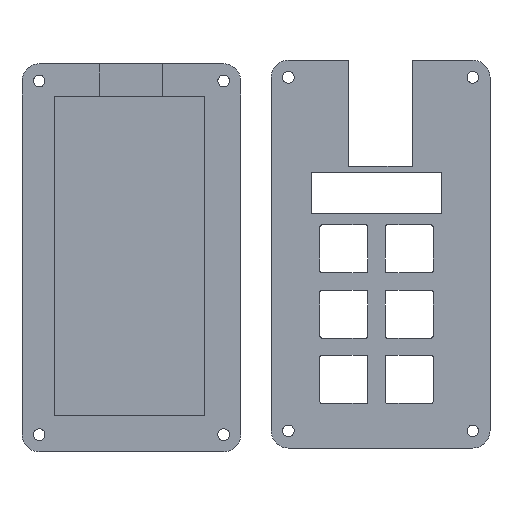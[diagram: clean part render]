
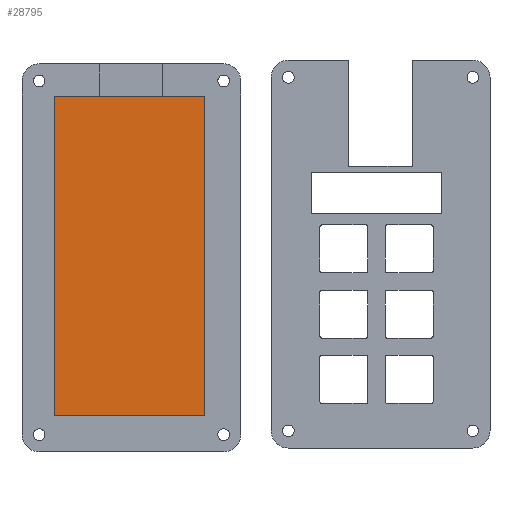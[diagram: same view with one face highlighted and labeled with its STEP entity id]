
A CAD part, top view. The second image highlights one B-rep face of the part: STEP entity #28795.
In plain terms, the highlighted planar face has unit normal (0, 0, 1).
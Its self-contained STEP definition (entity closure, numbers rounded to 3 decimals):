
#743=PLANE('',#29685);
#2033=FACE_OUTER_BOUND('',#3679,.T.);
#3679=EDGE_LOOP('',(#24499,#24500,#24501,#24502));
#5943=LINE('',#52176,#8357);
#5953=LINE('',#52197,#8367);
#5954=LINE('',#52198,#8368);
#5955=LINE('',#52199,#8369);
#8357=VECTOR('',#32702,10.);
#8367=VECTOR('',#32730,10.);
#8368=VECTOR('',#32731,10.);
#8369=VECTOR('',#32732,10.);
#12951=VERTEX_POINT('',#52173);
#12952=VERTEX_POINT('',#52175);
#12953=VERTEX_POINT('',#52195);
#12954=VERTEX_POINT('',#52196);
#16917=EDGE_CURVE('',#12951,#12952,#5943,.T.);
#16927=EDGE_CURVE('',#12953,#12954,#5953,.T.);
#16928=EDGE_CURVE('',#12952,#12953,#5954,.T.);
#16929=EDGE_CURVE('',#12954,#12951,#5955,.T.);
#24499=ORIENTED_EDGE('',*,*,#16927,.F.);
#24500=ORIENTED_EDGE('',*,*,#16928,.F.);
#24501=ORIENTED_EDGE('',*,*,#16917,.F.);
#24502=ORIENTED_EDGE('',*,*,#16929,.F.);
#28795=ADVANCED_FACE('',(#2033),#743,.T.);
#29685=AXIS2_PLACEMENT_3D('',#52194,#32728,#32729);
#32702=DIRECTION('',(1.,0.,0.));
#32728=DIRECTION('center_axis',(0.,0.,1.));
#32729=DIRECTION('ref_axis',(1.,0.,0.));
#32730=DIRECTION('',(-1.,0.,0.));
#32731=DIRECTION('',(0.,-1.,0.));
#32732=DIRECTION('',(0.,1.,0.));
#52173=CARTESIAN_POINT('',(0.,0.,3.));
#52175=CARTESIAN_POINT('',(43.883,0.,3.));
#52176=CARTESIAN_POINT('',(10.971,0.,3.));
#52194=CARTESIAN_POINT('Origin',(21.942,-46.65,3.));
#52195=CARTESIAN_POINT('',(43.883,-93.3,3.));
#52196=CARTESIAN_POINT('',(0.,-93.3,3.));
#52197=CARTESIAN_POINT('',(32.912,-93.3,3.));
#52198=CARTESIAN_POINT('',(43.883,-23.325,3.));
#52199=CARTESIAN_POINT('',(0.,-69.975,3.));
